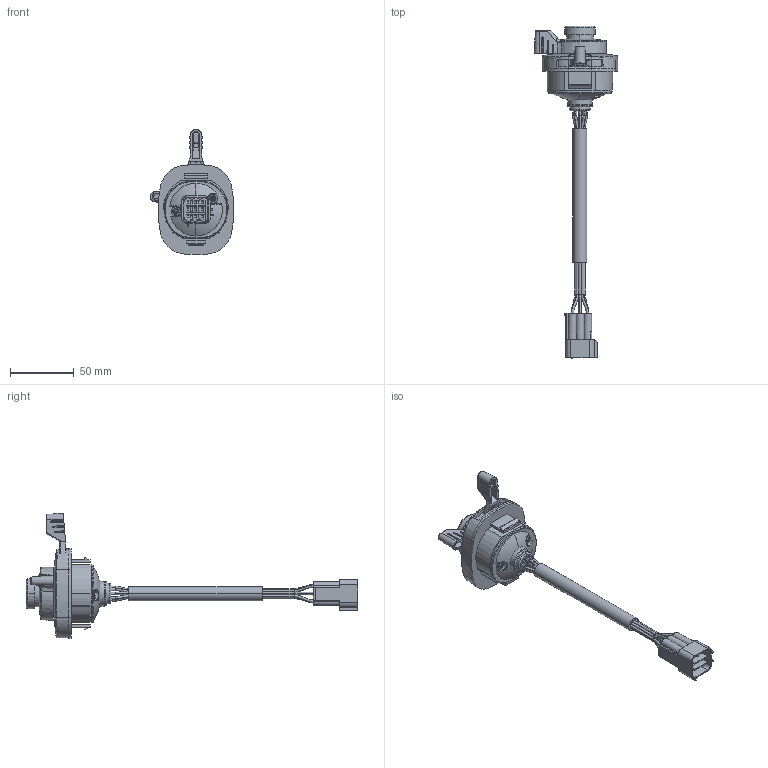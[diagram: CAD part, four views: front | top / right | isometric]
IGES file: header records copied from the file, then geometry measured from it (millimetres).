
Start section:  PTC IGES file: csw-left.igs
Global section: file name: csw-left.igs; native system: Creo Parametric by PTC Inc.; preprocessor: 2018190; author: patrickmoody; organization: Unknown; date: 20190826.102107; units: inch
Bounding box: 65.75 x 260.5 x 98.09 mm (x, y, z)
Surface area: 45658.2 mm2 (no closed solid volume)
Topology: 0 solids, 0 shells, 1534 faces, 8226 edges, 8226 vertices
Faces by surface type: bspline 1111, revolution 403, extrusion 20
